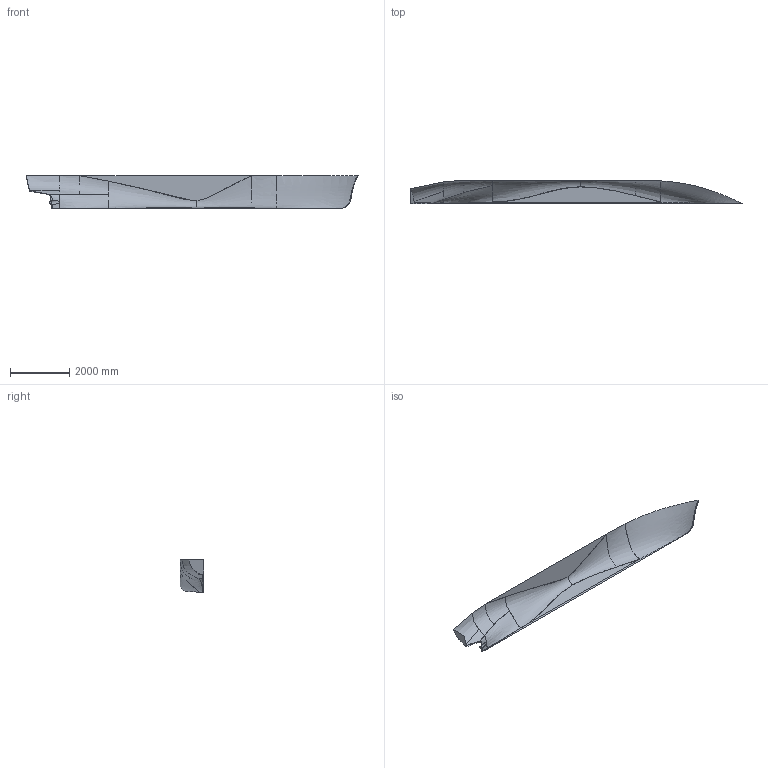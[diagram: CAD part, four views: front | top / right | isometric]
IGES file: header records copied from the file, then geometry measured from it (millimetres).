
Start section: CAELUM STANDARD IGES yamada,seiun,seiun
Global section: file name:tbn90.tmp; native system:       CAELUM; preprocessor: IGES5.0; author: 0; organization: TOYOTACAELUM.INC; date: 101222.191716; units: millimetre
Bounding box: 11206.71 x 800 x 1100 mm (x, y, z)
Surface area: 16477346.5 mm2 (no closed solid volume)
Topology: 0 solids, 0 shells, 24 faces, 735 edges, 735 vertices
Faces by surface type: bspline 19, plane 5
